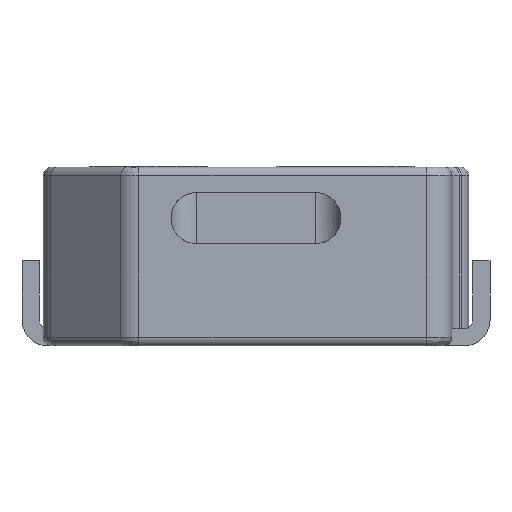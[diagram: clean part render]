
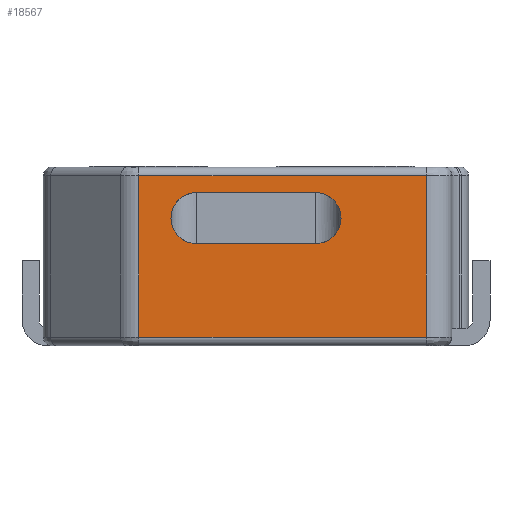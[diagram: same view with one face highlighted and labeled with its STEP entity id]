
A CAD part, left-side view. The second image highlights one B-rep face of the part: STEP entity #18567.
In plain terms, the highlighted planar face has unit normal (-1, 0, 0).
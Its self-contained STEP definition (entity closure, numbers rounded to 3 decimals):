
#195 = VERTEX_POINT ( 'NONE', #14112 ) ;
#480 = ORIENTED_EDGE ( 'NONE', *, *, #10313, .T. ) ;
#743 = DIRECTION ( 'NONE',  ( 0., 0., 1. ) ) ;
#993 = ORIENTED_EDGE ( 'NONE', *, *, #21230, .T. ) ;
#1344 = VECTOR ( 'NONE', #18673, 1000. ) ;
#1477 = EDGE_LOOP ( 'NONE', ( #7098, #7073, #480, #13452 ) ) ;
#1804 = VECTOR ( 'NONE', #2894, 1000. ) ;
#2197 = VECTOR ( 'NONE', #15522, 1000. ) ;
#2443 = LINE ( 'NONE', #5774, #1344 ) ;
#2746 = EDGE_CURVE ( 'NONE', #3411, #9833, #14355, .T. ) ;
#2894 = DIRECTION ( 'NONE',  ( 0., -1., 0. ) ) ;
#3036 = VERTEX_POINT ( 'NONE', #17425 ) ;
#3411 = VERTEX_POINT ( 'NONE', #14581 ) ;
#3628 = ORIENTED_EDGE ( 'NONE', *, *, #14396, .T. ) ;
#3857 = LINE ( 'NONE', #8531, #10416 ) ;
#4490 = LINE ( 'NONE', #11042, #1804 ) ;
#4770 = AXIS2_PLACEMENT_3D ( 'NONE', #19680, #4938, #8295 ) ;
#4938 = DIRECTION ( 'NONE',  ( -1., 0., 0. ) ) ;
#5774 = CARTESIAN_POINT ( 'NONE',  ( -2.5, -1., 1.8 ) ) ;
#5988 = ORIENTED_EDGE ( 'NONE', *, *, #2746, .F. ) ;
#6547 = PLANE ( 'NONE',  #4770 ) ;
#7073 = ORIENTED_EDGE ( 'NONE', *, *, #9574, .T. ) ;
#7098 = ORIENTED_EDGE ( 'NONE', *, *, #10038, .T. ) ;
#7102 = DIRECTION ( 'NONE',  ( 0., 0., -1. ) ) ;
#7172 = CARTESIAN_POINT ( 'NONE',  ( -2.5, -0.7, 1.5 ) ) ;
#7215 = CARTESIAN_POINT ( 'NONE',  ( -2.5, -2., 2. ) ) ;
#7258 = EDGE_CURVE ( 'NONE', #17734, #9833, #15627, .T. ) ;
#7302 = VERTEX_POINT ( 'NONE', #7536 ) ;
#7484 = VERTEX_POINT ( 'NONE', #19902 ) ;
#7536 = CARTESIAN_POINT ( 'NONE',  ( -2.5, -0.7, 1.2 ) ) ;
#7801 = ORIENTED_EDGE ( 'NONE', *, *, #7258, .T. ) ;
#8199 = FACE_OUTER_BOUND ( 'NONE', #8521, .T. ) ;
#8295 = DIRECTION ( 'NONE',  ( 0., 0., 1. ) ) ;
#8521 = EDGE_LOOP ( 'NONE', ( #5988, #3628, #993, #7801 ) ) ;
#8531 = CARTESIAN_POINT ( 'NONE',  ( -2.5, 1.376, 0. ) ) ;
#8618 = FACE_BOUND ( 'NONE', #1477, .T. ) ;
#9241 = CARTESIAN_POINT ( 'NONE',  ( -2.5, 2.5, 1.2 ) ) ;
#9297 = DIRECTION ( 'NONE',  ( 1., 0., 0. ) ) ;
#9335 = DIRECTION ( 'NONE',  ( 0., 1., 0. ) ) ;
#9574 = EDGE_CURVE ( 'NONE', #195, #3036, #20208, .T. ) ;
#9833 = VERTEX_POINT ( 'NONE', #7215 ) ;
#10038 = EDGE_CURVE ( 'NONE', #7302, #195, #17626, .T. ) ;
#10313 = EDGE_CURVE ( 'NONE', #3036, #7484, #2443, .T. ) ;
#10416 = VECTOR ( 'NONE', #7102, 1000. ) ;
#11042 = CARTESIAN_POINT ( 'NONE',  ( -2.5, 2.5, 0.1 ) ) ;
#11190 = CARTESIAN_POINT ( 'NONE',  ( -2.5, -2., 0.1 ) ) ;
#12391 = CARTESIAN_POINT ( 'NONE',  ( -2.5, 1.776, 2. ) ) ;
#12829 = DIRECTION ( 'NONE',  ( 0., 0., -1. ) ) ;
#13414 = VECTOR ( 'NONE', #743, 1000. ) ;
#13452 = ORIENTED_EDGE ( 'NONE', *, *, #14751, .T. ) ;
#13763 = DIRECTION ( 'NONE',  ( 1., 0., 0. ) ) ;
#14082 = DIRECTION ( 'NONE',  ( 0., 0., -1. ) ) ;
#14112 = CARTESIAN_POINT ( 'NONE',  ( -2.5, 0.7, 1.2 ) ) ;
#14124 = CARTESIAN_POINT ( 'NONE',  ( -2.5, -2., 0. ) ) ;
#14355 = LINE ( 'NONE', #12391, #2197 ) ;
#14396 = EDGE_CURVE ( 'NONE', #3411, #18986, #3857, .T. ) ;
#14581 = CARTESIAN_POINT ( 'NONE',  ( -2.5, 1.376, 2. ) ) ;
#14599 = CARTESIAN_POINT ( 'NONE',  ( -2.5, 1.376, 0.1 ) ) ;
#14751 = EDGE_CURVE ( 'NONE', #7484, #7302, #16323, .T. ) ;
#14757 = VECTOR ( 'NONE', #9335, 1000. ) ;
#14926 = AXIS2_PLACEMENT_3D ( 'NONE', #7172, #13763, #14082 ) ;
#15522 = DIRECTION ( 'NONE',  ( 0., -1., 0. ) ) ;
#15627 = LINE ( 'NONE', #14124, #13414 ) ;
#16323 = CIRCLE ( 'NONE', #14926, 0.3 ) ;
#17425 = CARTESIAN_POINT ( 'NONE',  ( -2.5, 0.7, 1.8 ) ) ;
#17626 = LINE ( 'NONE', #9241, #14757 ) ;
#17734 = VERTEX_POINT ( 'NONE', #11190 ) ;
#17824 = AXIS2_PLACEMENT_3D ( 'NONE', #19189, #9297, #12829 ) ;
#18567 = ADVANCED_FACE ( 'NONE', ( #8618, #8199 ), #6547, .T. ) ;
#18673 = DIRECTION ( 'NONE',  ( 0., -1., 0. ) ) ;
#18986 = VERTEX_POINT ( 'NONE', #14599 ) ;
#19189 = CARTESIAN_POINT ( 'NONE',  ( -2.5, 0.7, 1.5 ) ) ;
#19680 = CARTESIAN_POINT ( 'NONE',  ( -2.5, 2.5, 0. ) ) ;
#19902 = CARTESIAN_POINT ( 'NONE',  ( -2.5, -0.7, 1.8 ) ) ;
#20208 = CIRCLE ( 'NONE', #17824, 0.3 ) ;
#21230 = EDGE_CURVE ( 'NONE', #18986, #17734, #4490, .T. ) ;
